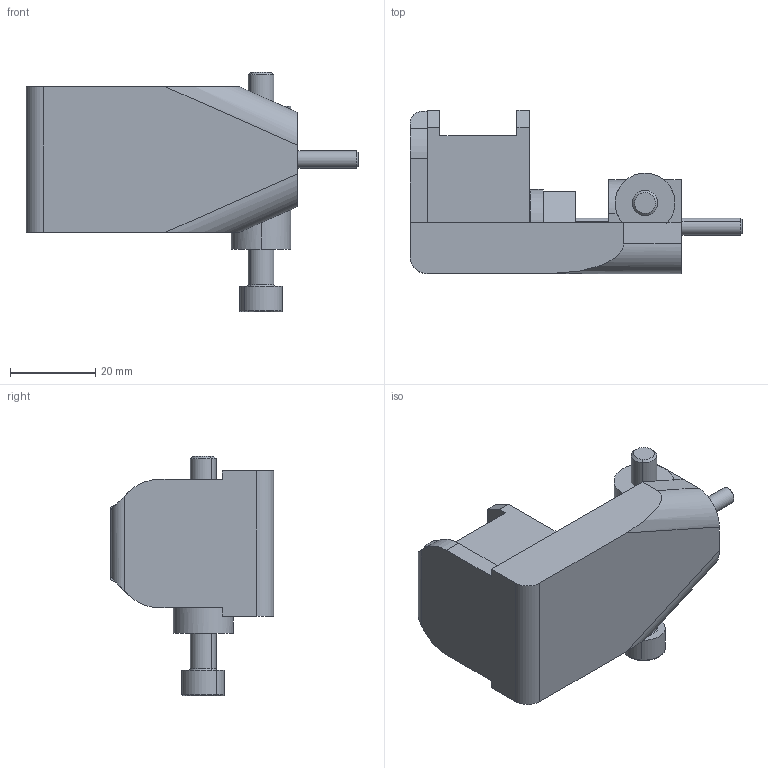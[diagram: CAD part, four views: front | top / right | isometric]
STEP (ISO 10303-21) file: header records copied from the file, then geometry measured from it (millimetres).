
FILE_DESCRIPTION (( 'STEP AP214' ), '1' );
FILE_NAME ('6-Wrist_NiryoOne_V2.0.STEP', '2018-09-08T15:18:58', ( '' ), ( '' ), 'SwSTEP 2.0', 'SolidWorks 2015', '' );
FILE_SCHEMA (( 'AUTOMOTIVE_DESIGN' ));
Length unit declared in the file: millimetre
Products named in the file (1): 6-Wrist_NiryoOne_V2.0
Bounding box: 77.7 x 38.25 x 56 mm (x, y, z)
Surface area: 16578.3 mm2 (no closed solid volume)
Topology: 0 solids, 6 shells, 94 faces, 244 edges, 159 vertices
Faces by surface type: plane 66, cylinder 18, cone 6, torus 4
Entity records: 3917 total; most frequent: CARTESIAN_POINT 573, DIRECTION 474, ORIENTED_EDGE 460, EDGE_CURVE 242, LINE 178, VECTOR 178, VERTEX_POINT 159, AXIS2_PLACEMENT_3D 148
